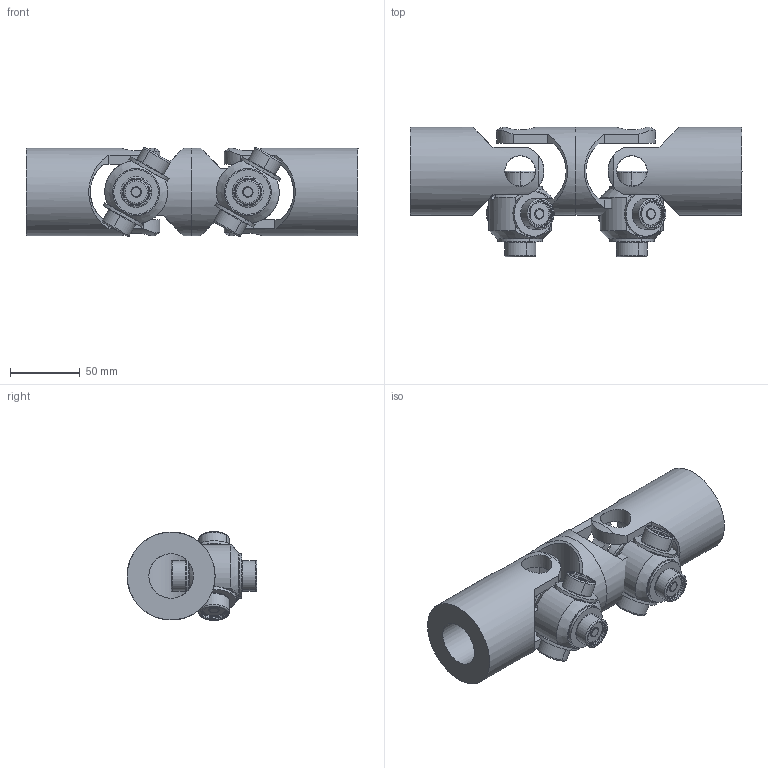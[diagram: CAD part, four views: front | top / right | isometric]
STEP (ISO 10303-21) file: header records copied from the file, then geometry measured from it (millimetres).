
FILE_DESCRIPTION(/* description */ ('Alibre Inc.'),/* implementation_level */ '2;1');
FILE_NAME(/* name */ 'export0',/* time_stamp */ '2012-08-13T16:17:53+02:00',/* author */ (''),/* organization */ (''),/* preprocessor_version */ 'ST-DEVELOPER v12',/* originating_system */ 'Alibre',/* authorisation */ '');
FILE_SCHEMA (('CONFIG_CONTROL_DESIGN'));
Length unit declared in the file: millimetre
Products named in the file (5): ID_1
Bounding box: 238 x 92.9 x 63.61 mm (x, y, z)
Volume: 490634.5 mm3; surface area: 133551 mm2
Topology: 22 solids, 22 shells, 476 faces, 1102 edges, 710 vertices
Faces by surface type: cylinder 196, plane 136, torus 80, cone 64
Full cylindrical faces by diameter (mm): 22 x8, 32 x2, 63 x4
Entity records: 8300 total; most frequent: CARTESIAN_POINT 1978, DIRECTION 1211, ORIENTED_EDGE 1152, EDGE_CURVE 576, AXIS2_PLACEMENT_3D 575, VERTEX_POINT 377, EDGE_LOOP 321, FACE_BOUND 321
